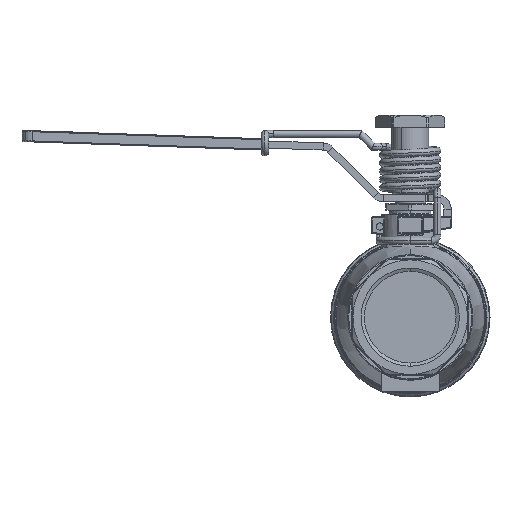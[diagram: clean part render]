
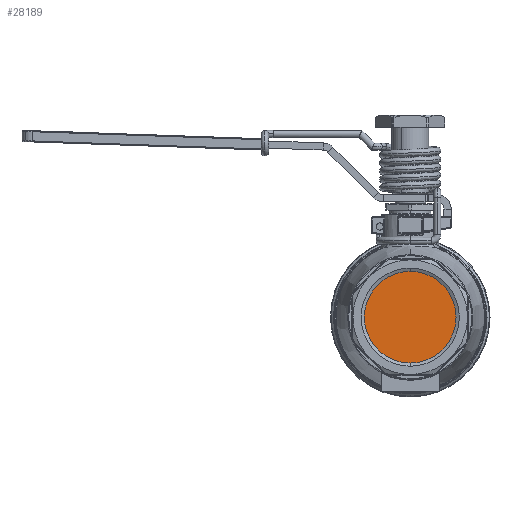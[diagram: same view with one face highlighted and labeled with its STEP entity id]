
A CAD part, left-side view. The second image highlights one B-rep face of the part: STEP entity #28189.
In plain terms, the highlighted planar face has unit normal (-1, 0, 0).
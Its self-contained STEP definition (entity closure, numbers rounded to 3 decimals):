
#14494=CARTESIAN_POINT('',(-32.,-0.,-22.425));
#14495=VERTEX_POINT('',#14494);
#14502=CARTESIAN_POINT('',(-32.,-0.,22.425));
#14503=VERTEX_POINT('',#14502);
#14504=CARTESIAN_POINT('',(-32.,-0.,-0.));
#14505=DIRECTION('',(1.,0.,0.));
#14506=DIRECTION('',(0.,-0.,-1.));
#14507=AXIS2_PLACEMENT_3D('',#14504,#14505,#14506);
#14508=CIRCLE('',#14507,22.425);
#14509=EDGE_CURVE('',#14495,#14503,#14508,.T.);
#28174=CARTESIAN_POINT('',(-32.,-0.,-20.713));
#28175=DIRECTION('',(1.,0.,0.));
#28176=DIRECTION('',(-0.,0.,1.));
#28177=AXIS2_PLACEMENT_3D('',#28174,#28175,#28176);
#28178=PLANE('',#28177);
#28179=CARTESIAN_POINT('',(-32.,-0.,-0.));
#28180=DIRECTION('',(1.,0.,0.));
#28181=DIRECTION('',(0.,-0.,-1.));
#28182=AXIS2_PLACEMENT_3D('',#28179,#28180,#28181);
#28183=CIRCLE('',#28182,22.425);
#28184=EDGE_CURVE('',#14503,#14495,#28183,.T.);
#28185=ORIENTED_EDGE('',*,*,#28184,.F.);
#28186=ORIENTED_EDGE('',*,*,#14509,.F.);
#28187=EDGE_LOOP('',(#28185,#28186));
#28188=FACE_BOUND('',#28187,.T.);
#28189=ADVANCED_FACE('',(#28188),#28178,.F.);
